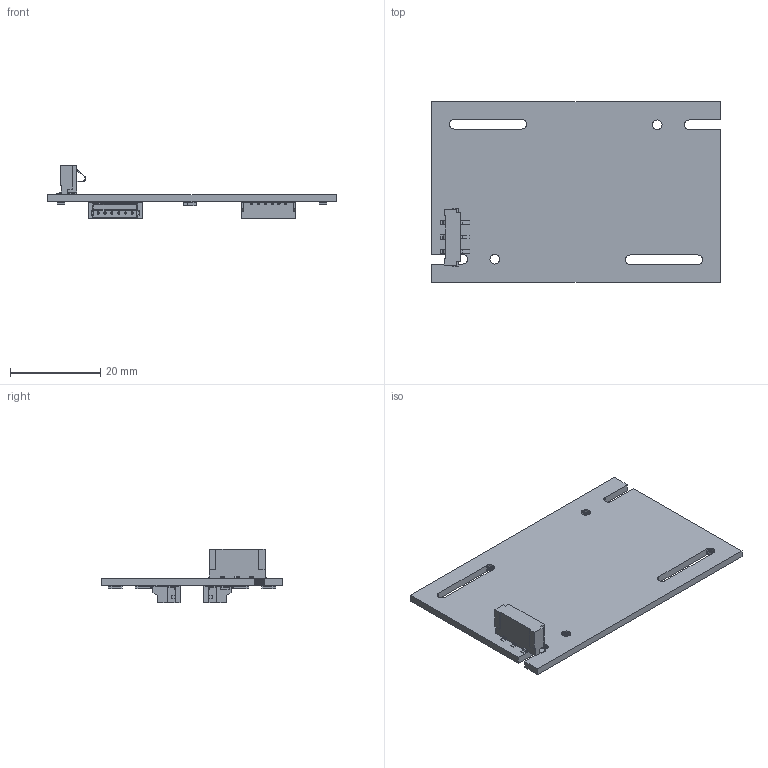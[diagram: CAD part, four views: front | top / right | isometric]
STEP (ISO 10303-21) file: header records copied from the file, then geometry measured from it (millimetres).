
FILE_DESCRIPTION(('KiCad electronic assembly'),'2;1');
FILE_NAME('nanoInvaderBot-power.step','2023-09-24T09:48:53',('Pcbnew'),( 'Kicad'),'Open CASCADE STEP processor 7.6','KiCad to STEP converter' ,'Unknown');
FILE_SCHEMA(('AUTOMOTIVE_DESIGN { 1 0 10303 214 1 1 1 1 }'));
Length unit declared in the file: millimetre
Products named in the file (10): nanoInvaderBot-power 1; c-1746142-01-o1-3d; SOLID; R_1206_3216Metric; S6B-ZR-SM4A-TF_LF__SN_; COMPOUND; WSON-8-1EP_2x2mm_P0.5mm_EP0.9x1.6mm; PCB
Assembly tree (14 placements, depth 3):
  nanoInvaderBot-power 1
    c-1746142-01-o1-3d
      SOLID
    R_1206_3216Metric  x4
      SOLID
    S6B-ZR-SM4A-TF_LF__SN_  x2
      COMPOUND
    WSON-8-1EP_2x2mm_P0.5mm_EP0.9x1.6mm  x2
      SOLID
    PCB
Bounding box: 64 x 40 x 11.9 mm (x, y, z)
Volume: 4482.9 mm3; surface area: 6682.8 mm2
Topology: 38 solids, 38 shells, 843 faces, 2210 edges, 1444 vertices
Faces by surface type: plane 647, cylinder 124, cone 48, bspline 24
Full cylindrical faces by diameter (mm): 0.25 x2, 1.18 x2
Entity records: 38227 total; most frequent: CARTESIAN_POINT 7943, DIRECTION 5493, LINE 3970, VECTOR 3970, ORIENTED_EDGE 2908, PCURVE 2908, DEFINITIONAL_REPRESENTATION 2908, EDGE_CURVE 1454
